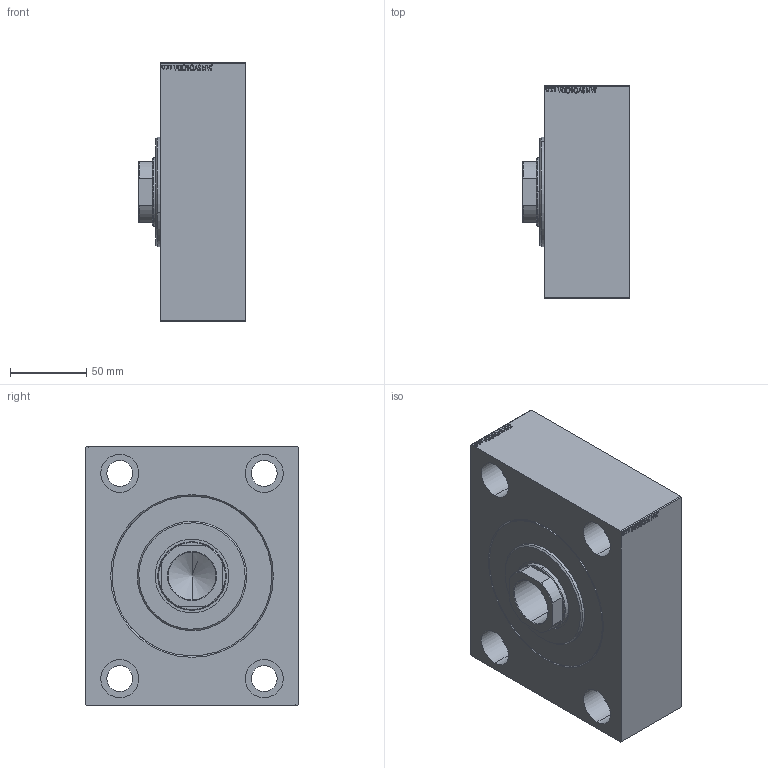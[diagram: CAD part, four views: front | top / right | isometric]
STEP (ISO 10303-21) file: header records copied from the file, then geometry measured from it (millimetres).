
FILE_DESCRIPTION (( 'STEP AP203' ), '1' );
FILE_NAME ('8fd6.STEP', '2021-11-01T21:57:27', ( '' ), ( '' ), 'SwSTEP 2.0', 'SolidWorks 2019', '' );
FILE_SCHEMA (( 'CONFIG_CONTROL_DESIGN' ));
Length unit declared in the file: millimetre
Products named in the file (4): V450CM_VC_B 2ad5d5765a0bf1d1783fcd12f972545f; V450CM_C_VCP 2ad5d5765a0bf1d1783fcd12f972545f; V450CM_C 2ad5d5765a0bf1d1783fcd12f972545f; 8fd6
Assembly tree (3 placements, depth 2):
  8fd6
    V450CM_C 2ad5d5765a0bf1d1783fcd12f972545f
    V450CM_C_VCP 2ad5d5765a0bf1d1783fcd12f972545f
    V450CM_VC_B 2ad5d5765a0bf1d1783fcd12f972545f
Bounding box: 70 x 140 x 170 mm (x, y, z)
Volume: 1172144.9 mm3; surface area: 170053 mm2
Topology: 3 solids, 3 shells, 862 faces, 2225 edges, 1475 vertices
Faces by surface type: plane 411, bspline 380, cylinder 57, cone 14
Entity records: 44055 total; most frequent: CARTESIAN_POINT 25066, ORIENTED_EDGE 4446, DIRECTION 2581, EDGE_CURVE 2223, VERTEX_POINT 1475, LINE 1305, VECTOR 1305, EDGE_LOOP 984
